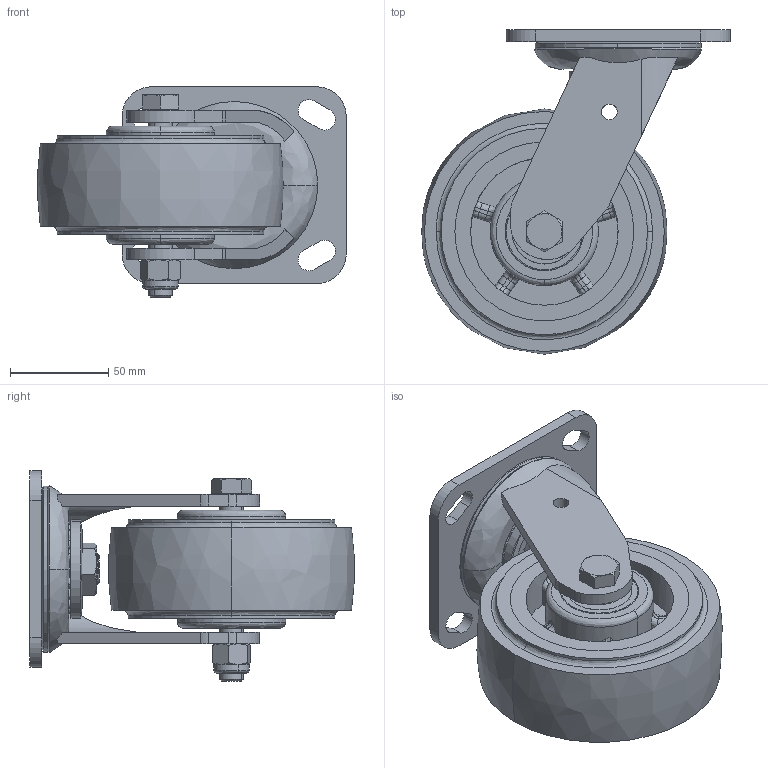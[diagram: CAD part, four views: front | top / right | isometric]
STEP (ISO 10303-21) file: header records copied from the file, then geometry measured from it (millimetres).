
FILE_DESCRIPTION (( 'STEP AP203' ), '1' );
FILE_NAME ('S5544.STEP', '2020-02-24T05:44:00', ( '' ), ( '' ), 'SwSTEP 2.0', 'SolidWorks 2013', '' );
FILE_SCHEMA (( 'CONFIG_CONTROL_DESIGN' ));
Products named in the file (1): S5544
Bounding box: 156.83 x 164.83 x 107 mm (x, y, z)
Volume: 660334.3 mm3; surface area: 196071.6 mm2
Topology: 50 solids, 50 shells, 761 faces, 2050 edges, 1222 vertices
Faces by surface type: bspline 333, cylinder 169, plane 162, cone 97
Entity records: 43104 total; most frequent: CARTESIAN_POINT 26839, ORIENTED_EDGE 3812, DIRECTION 2862, EDGE_CURVE 1906, VERTEX_POINT 1222, AXIS2_PLACEMENT_3D 1205, EDGE_LOOP 818, CIRCLE 776
